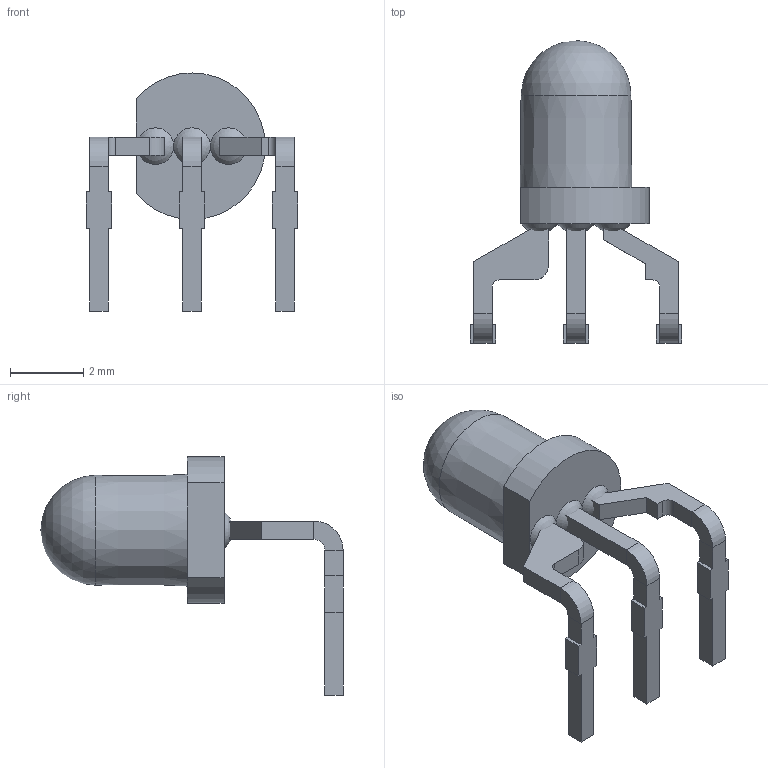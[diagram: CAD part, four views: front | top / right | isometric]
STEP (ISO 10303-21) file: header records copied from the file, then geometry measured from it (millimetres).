
FILE_DESCRIPTION(('STEP AP214'), '1');
FILE_NAME('KING_L-3W', '2020-07-12T14:23:49', ('AF'), (''), 'UNSPECIFIED', 'UNSPECIFIED', '');
FILE_SCHEMA(('AUTOMOTIVE_DESIGN { 1 0 10303 214 3 1 1}'));
Length unit declared in the file: millimetre
Assembly tree (1 placements, depth 2):
  (unnamed)
    (unnamed)
Bounding box: 5.78 x 8.25 x 6.5 mm (x, y, z)
Volume: 44.2 mm3; surface area: 122.9 mm2
Topology: 4 solids, 4 shells, 88 faces, 219 edges, 136 vertices
Faces by surface type: plane 73, cylinder 10, sphere 4, cone 1
Entity records: 3306 total; most frequent: CARTESIAN_POINT 432, ORIENTED_EDGE 420, DIRECTION 418, EDGE_CURVE 210, LINE 182, VECTOR 182, VERTEX_POINT 132, AXIS2_PLACEMENT_3D 118
